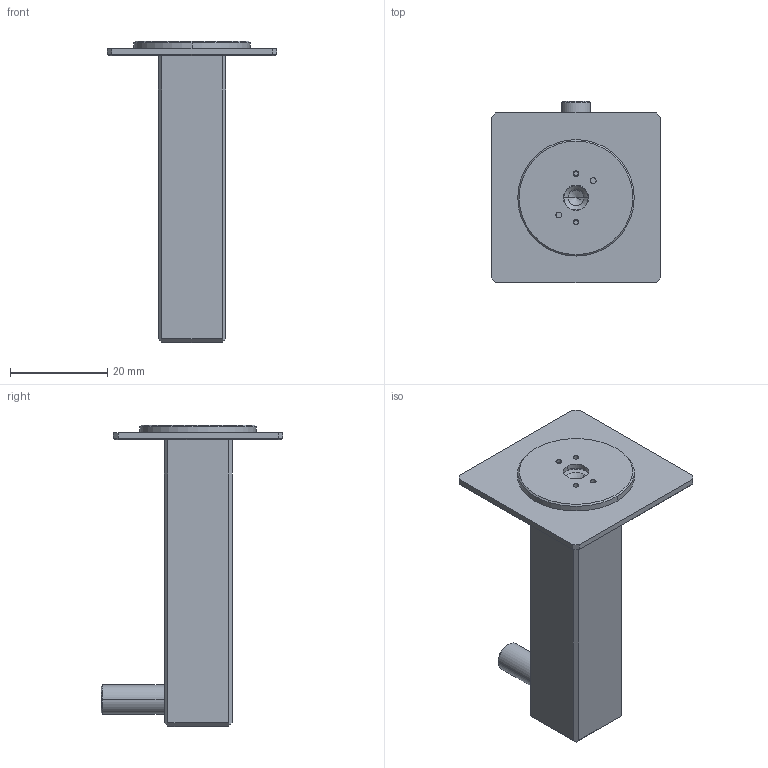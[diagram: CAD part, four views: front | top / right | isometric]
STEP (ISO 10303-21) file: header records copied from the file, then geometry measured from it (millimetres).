
FILE_DESCRIPTION(('Creo Elements/Direct Modeling STEP Export'),'2;1');
FILE_NAME('2106-62.stp','2021-04-07T10:31:38',(''),(''),'Creo Elements/Direct Modeling STEP processor for AP214 (Solid Model)','Creo Elements/Direct Modeling 20.0 12-Nov-2016 (C) Parametric Technology GmbH','');
FILE_SCHEMA(('AUTOMOTIVE_DESIGN { 1 0 10303 214 1 1 1 1 }'));
Length unit declared in the file: millimetre
Products named in the file (6): Stütze; Stift; Passstift; Hakenteil; Platte; NI-10735
Assembly tree (6 placements, depth 3):
  NI-10735
    Platte
    Hakenteil
      Passstift
      Stift  x2
      Stütze
Bounding box: 35 x 37.5 x 62.1 mm (x, y, z)
Volume: 14177.3 mm3; surface area: 7147.5 mm2
Topology: 5 solids, 5 shells, 101 faces, 226 edges, 141 vertices
Faces by surface type: plane 45, cylinder 32, cone 24
Entity records: 2577 total; most frequent: ORIENTED_EDGE 420, DIRECTION 404, CARTESIAN_POINT 398, EDGE_CURVE 210, AXIS2_PLACEMENT_3D 139, VERTEX_POINT 133, VECTOR 126, LINE 126
